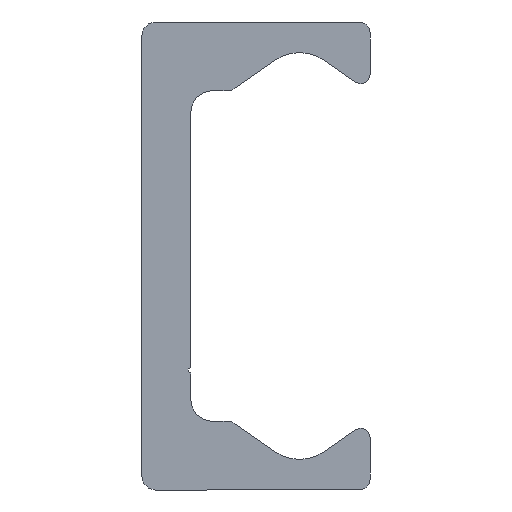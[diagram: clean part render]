
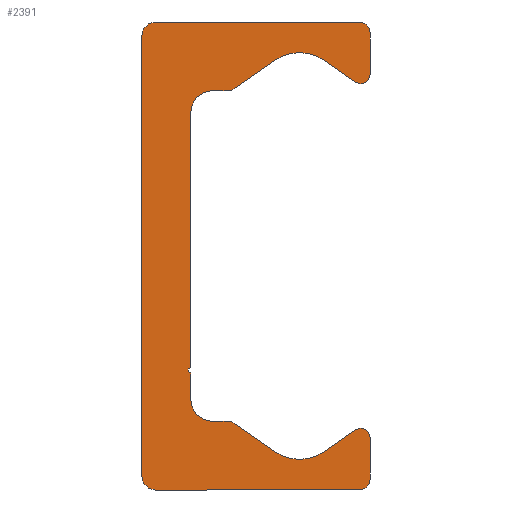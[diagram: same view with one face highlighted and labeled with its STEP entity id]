
A CAD part, left-side view. The second image highlights one B-rep face of the part: STEP entity #2391.
In plain terms, the highlighted planar face has unit normal (-1, 0, 0).
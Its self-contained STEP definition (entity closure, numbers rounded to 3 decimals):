
#1380=CARTESIAN_POINT('',(0.0,9.25,-21.5));
#1381=VERTEX_POINT('',#1380);
#1388=CARTESIAN_POINT('',(0.0,10.5,-20.25));
#1389=VERTEX_POINT('',#1388);
#1390=CARTESIAN_POINT('',(0.0,9.25,-20.25));
#1391=DIRECTION('',(1.0,0.0,0.0));
#1392=DIRECTION('',(0.0,0.0,-1.0));
#1393=AXIS2_PLACEMENT_3D('',#1390,#1391,#1392);
#1394=CIRCLE('',#1393,1.25);
#1395=EDGE_CURVE('',#1381,#1389,#1394,.T.);
#1419=CARTESIAN_POINT('',(0.0,-9.5,-21.5));
#1420=VERTEX_POINT('',#1419);
#1427=CARTESIAN_POINT('',(0.0,-9.5,-21.5));
#1428=DIRECTION('',(0.0,1.0,0.0));
#1429=VECTOR('',#1428,18.75);
#1430=LINE('',#1427,#1429);
#1431=EDGE_CURVE('',#1420,#1381,#1430,.T.);
#1451=CARTESIAN_POINT('',(0.0,-10.5,-20.5));
#1452=VERTEX_POINT('',#1451);
#1459=CARTESIAN_POINT('',(0.0,-9.5,-20.5));
#1460=DIRECTION('',(1.0,0.0,0.0));
#1461=DIRECTION('',(0.0,-1.0,0.0));
#1462=AXIS2_PLACEMENT_3D('',#1459,#1460,#1461);
#1463=CIRCLE('',#1462,1.0);
#1464=EDGE_CURVE('',#1452,#1420,#1463,.T.);
#1483=CARTESIAN_POINT('',(0.0,-10.5,-16.65));
#1484=VERTEX_POINT('',#1483);
#1491=CARTESIAN_POINT('',(0.0,-10.5,-16.65));
#1492=DIRECTION('',(0.0,0.0,-1.0));
#1493=VECTOR('',#1492,3.85);
#1494=LINE('',#1491,#1493);
#1495=EDGE_CURVE('',#1484,#1452,#1494,.T.);
#1515=CARTESIAN_POINT('',(0.0,-9.162,-15.954));
#1516=VERTEX_POINT('',#1515);
#1523=CARTESIAN_POINT('',(0.0,-9.65,-16.65));
#1524=DIRECTION('',(1.0,0.0,0.0));
#1525=DIRECTION('',(0.0,0.574,0.819));
#1526=AXIS2_PLACEMENT_3D('',#1523,#1524,#1525);
#1527=CIRCLE('',#1526,0.85);
#1528=EDGE_CURVE('',#1516,#1484,#1527,.T.);
#1547=CARTESIAN_POINT('',(0.0,-6.294,-17.962));
#1548=VERTEX_POINT('',#1547);
#1555=CARTESIAN_POINT('',(0.0,-6.294,-17.962));
#1556=DIRECTION('',(0.0,-0.819,0.574));
#1557=VECTOR('',#1556,3.501);
#1558=LINE('',#1555,#1557);
#1559=EDGE_CURVE('',#1548,#1516,#1558,.T.);
#1579=CARTESIAN_POINT('',(0.0,-1.706,-17.962));
#1580=VERTEX_POINT('',#1579);
#1587=CARTESIAN_POINT('',(0.0,-4.,-14.685));
#1588=DIRECTION('',(-1.0,0.0,0.0));
#1589=DIRECTION('',(0.0,0.574,0.819));
#1590=AXIS2_PLACEMENT_3D('',#1587,#1588,#1589);
#1591=CIRCLE('',#1590,4.0);
#1592=EDGE_CURVE('',#1580,#1548,#1591,.T.);
#1611=CARTESIAN_POINT('',(0.0,1.981,-15.381));
#1612=VERTEX_POINT('',#1611);
#1619=CARTESIAN_POINT('',(0.0,1.981,-15.381));
#1620=DIRECTION('',(0.0,-0.819,-0.574));
#1621=VECTOR('',#1620,4.5);
#1622=LINE('',#1619,#1621);
#1623=EDGE_CURVE('',#1612,#1580,#1622,.T.);
#1643=CARTESIAN_POINT('',(0.0,2.554,-15.2));
#1644=VERTEX_POINT('',#1643);
#1651=CARTESIAN_POINT('',(0.0,2.554,-16.2));
#1652=DIRECTION('',(1.0,0.0,0.0));
#1653=DIRECTION('',(0.0,0.0,1.0));
#1654=AXIS2_PLACEMENT_3D('',#1651,#1652,#1653);
#1655=CIRCLE('',#1654,1.);
#1656=EDGE_CURVE('',#1644,#1612,#1655,.T.);
#1675=CARTESIAN_POINT('',(0.0,4.0,-15.2));
#1676=VERTEX_POINT('',#1675);
#1683=CARTESIAN_POINT('',(0.0,4.0,-15.2));
#1684=DIRECTION('',(0.0,-1.0,0.0));
#1685=VECTOR('',#1684,1.446);
#1686=LINE('',#1683,#1685);
#1687=EDGE_CURVE('',#1676,#1644,#1686,.T.);
#1707=CARTESIAN_POINT('',(0.0,6.,-13.2));
#1708=VERTEX_POINT('',#1707);
#1715=CARTESIAN_POINT('',(0.0,4.,-13.2));
#1716=DIRECTION('',(-1.0,0.0,0.0));
#1717=DIRECTION('',(0.0,0.0,1.0));
#1718=AXIS2_PLACEMENT_3D('',#1715,#1716,#1717);
#1719=CIRCLE('',#1718,2.0);
#1720=EDGE_CURVE('',#1708,#1676,#1719,.T.);
#1739=CARTESIAN_POINT('',(0.0,6.,-10.75));
#1740=VERTEX_POINT('',#1739);
#1747=CARTESIAN_POINT('',(0.0,6.,-10.75));
#1748=DIRECTION('',(0.0,0.0,-1.0));
#1749=VECTOR('',#1748,2.45);
#1750=LINE('',#1747,#1749);
#1751=EDGE_CURVE('',#1740,#1708,#1750,.T.);
#1771=CARTESIAN_POINT('',(0.0,6.,-10.25));
#1772=VERTEX_POINT('',#1771);
#1779=CARTESIAN_POINT('',(0.0,6.,-10.5));
#1780=DIRECTION('',(-1.0,0.0,0.0));
#1781=DIRECTION('',(0.0,0.0,1.0));
#1782=AXIS2_PLACEMENT_3D('',#1779,#1780,#1781);
#1783=CIRCLE('',#1782,0.25);
#1784=EDGE_CURVE('',#1772,#1740,#1783,.T.);
#1803=CARTESIAN_POINT('',(0.0,6.,13.2));
#1804=VERTEX_POINT('',#1803);
#1811=CARTESIAN_POINT('',(0.0,6.,13.2));
#1812=DIRECTION('',(0.0,0.0,-1.0));
#1813=VECTOR('',#1812,23.45);
#1814=LINE('',#1811,#1813);
#1815=EDGE_CURVE('',#1804,#1772,#1814,.T.);
#1916=CARTESIAN_POINT('',(0.0,4.0,15.2));
#1917=VERTEX_POINT('',#1916);
#1924=CARTESIAN_POINT('',(0.0,4.,13.2));
#1925=DIRECTION('',(-1.0,0.0,0.0));
#1926=DIRECTION('',(0.0,-1.0,0.0));
#1927=AXIS2_PLACEMENT_3D('',#1924,#1925,#1926);
#1928=CIRCLE('',#1927,2.0);
#1929=EDGE_CURVE('',#1917,#1804,#1928,.T.);
#1948=CARTESIAN_POINT('',(0.0,2.554,15.2));
#1949=VERTEX_POINT('',#1948);
#1956=CARTESIAN_POINT('',(0.0,2.554,15.2));
#1957=DIRECTION('',(0.0,1.0,0.0));
#1958=VECTOR('',#1957,1.446);
#1959=LINE('',#1956,#1958);
#1960=EDGE_CURVE('',#1949,#1917,#1959,.T.);
#1980=CARTESIAN_POINT('',(0.0,1.981,15.381));
#1981=VERTEX_POINT('',#1980);
#1988=CARTESIAN_POINT('',(0.0,2.554,16.2));
#1989=DIRECTION('',(1.0,0.0,0.0));
#1990=DIRECTION('',(0.0,-0.574,-0.819));
#1991=AXIS2_PLACEMENT_3D('',#1988,#1989,#1990);
#1992=CIRCLE('',#1991,1.);
#1993=EDGE_CURVE('',#1981,#1949,#1992,.T.);
#2012=CARTESIAN_POINT('',(0.0,-1.706,17.962));
#2013=VERTEX_POINT('',#2012);
#2020=CARTESIAN_POINT('',(0.0,-1.706,17.962));
#2021=DIRECTION('',(0.0,0.819,-0.574));
#2022=VECTOR('',#2021,4.5);
#2023=LINE('',#2020,#2022);
#2024=EDGE_CURVE('',#2013,#1981,#2023,.T.);
#2044=CARTESIAN_POINT('',(0.0,-6.294,17.962));
#2045=VERTEX_POINT('',#2044);
#2052=CARTESIAN_POINT('',(0.0,-4.,14.685));
#2053=DIRECTION('',(-1.0,0.0,0.0));
#2054=DIRECTION('',(0.0,-0.574,-0.819));
#2055=AXIS2_PLACEMENT_3D('',#2052,#2053,#2054);
#2056=CIRCLE('',#2055,4.0);
#2057=EDGE_CURVE('',#2045,#2013,#2056,.T.);
#2076=CARTESIAN_POINT('',(0.0,-9.162,15.954));
#2077=VERTEX_POINT('',#2076);
#2084=CARTESIAN_POINT('',(0.0,-9.162,15.954));
#2085=DIRECTION('',(0.0,0.819,0.574));
#2086=VECTOR('',#2085,3.501);
#2087=LINE('',#2084,#2086);
#2088=EDGE_CURVE('',#2077,#2045,#2087,.T.);
#2108=CARTESIAN_POINT('',(0.0,-10.5,16.65));
#2109=VERTEX_POINT('',#2108);
#2116=CARTESIAN_POINT('',(0.0,-9.65,16.65));
#2117=DIRECTION('',(1.0,0.0,0.0));
#2118=DIRECTION('',(0.0,-1.0,0.0));
#2119=AXIS2_PLACEMENT_3D('',#2116,#2117,#2118);
#2120=CIRCLE('',#2119,0.85);
#2121=EDGE_CURVE('',#2109,#2077,#2120,.T.);
#2140=CARTESIAN_POINT('',(0.0,-10.5,20.5));
#2141=VERTEX_POINT('',#2140);
#2148=CARTESIAN_POINT('',(0.0,-10.5,20.5));
#2149=DIRECTION('',(0.0,0.0,-1.0));
#2150=VECTOR('',#2149,3.85);
#2151=LINE('',#2148,#2150);
#2152=EDGE_CURVE('',#2141,#2109,#2151,.T.);
#2172=CARTESIAN_POINT('',(0.0,-9.5,21.5));
#2173=VERTEX_POINT('',#2172);
#2180=CARTESIAN_POINT('',(0.0,-9.5,20.5));
#2181=DIRECTION('',(1.0,0.0,0.0));
#2182=DIRECTION('',(0.0,0.0,1.0));
#2183=AXIS2_PLACEMENT_3D('',#2180,#2181,#2182);
#2184=CIRCLE('',#2183,1.0);
#2185=EDGE_CURVE('',#2173,#2141,#2184,.T.);
#2204=CARTESIAN_POINT('',(0.0,9.25,21.5));
#2205=VERTEX_POINT('',#2204);
#2212=CARTESIAN_POINT('',(0.0,9.25,21.5));
#2213=DIRECTION('',(0.0,-1.0,0.0));
#2214=VECTOR('',#2213,18.75);
#2215=LINE('',#2212,#2214);
#2216=EDGE_CURVE('',#2205,#2173,#2215,.T.);
#2236=CARTESIAN_POINT('',(0.0,10.5,20.25));
#2237=VERTEX_POINT('',#2236);
#2244=CARTESIAN_POINT('',(0.0,9.25,20.25));
#2245=DIRECTION('',(1.0,0.0,0.0));
#2246=DIRECTION('',(0.0,1.0,0.0));
#2247=AXIS2_PLACEMENT_3D('',#2244,#2245,#2246);
#2248=CIRCLE('',#2247,1.25);
#2249=EDGE_CURVE('',#2237,#2205,#2248,.T.);
#2267=CARTESIAN_POINT('',(0.0,10.5,-20.25));
#2268=DIRECTION('',(0.0,0.0,1.0));
#2269=VECTOR('',#2268,40.5);
#2270=LINE('',#2267,#2269);
#2271=EDGE_CURVE('',#1389,#2237,#2270,.T.);
#2358=CARTESIAN_POINT('',(0.0,2.66,-0.019));
#2359=DIRECTION('',(1.0,0.0,0.0));
#2360=DIRECTION('',(0.0,0.0,-1.0));
#2361=AXIS2_PLACEMENT_3D('',#2358,#2359,#2360);
#2362=PLANE('',#2361);
#2363=ORIENTED_EDGE('',*,*,#2271,.F.);
#2364=ORIENTED_EDGE('',*,*,#1395,.F.);
#2365=ORIENTED_EDGE('',*,*,#1431,.F.);
#2366=ORIENTED_EDGE('',*,*,#1464,.F.);
#2367=ORIENTED_EDGE('',*,*,#1495,.F.);
#2368=ORIENTED_EDGE('',*,*,#1528,.F.);
#2369=ORIENTED_EDGE('',*,*,#1559,.F.);
#2370=ORIENTED_EDGE('',*,*,#1592,.F.);
#2371=ORIENTED_EDGE('',*,*,#1623,.F.);
#2372=ORIENTED_EDGE('',*,*,#1656,.F.);
#2373=ORIENTED_EDGE('',*,*,#1687,.F.);
#2374=ORIENTED_EDGE('',*,*,#1720,.F.);
#2375=ORIENTED_EDGE('',*,*,#1751,.F.);
#2376=ORIENTED_EDGE('',*,*,#1784,.F.);
#2377=ORIENTED_EDGE('',*,*,#1815,.F.);
#2378=ORIENTED_EDGE('',*,*,#1929,.F.);
#2379=ORIENTED_EDGE('',*,*,#1960,.F.);
#2380=ORIENTED_EDGE('',*,*,#1993,.F.);
#2381=ORIENTED_EDGE('',*,*,#2024,.F.);
#2382=ORIENTED_EDGE('',*,*,#2057,.F.);
#2383=ORIENTED_EDGE('',*,*,#2088,.F.);
#2384=ORIENTED_EDGE('',*,*,#2121,.F.);
#2385=ORIENTED_EDGE('',*,*,#2152,.F.);
#2386=ORIENTED_EDGE('',*,*,#2185,.F.);
#2387=ORIENTED_EDGE('',*,*,#2216,.F.);
#2388=ORIENTED_EDGE('',*,*,#2249,.F.);
#2389=EDGE_LOOP('',(#2363,#2364,#2365,#2366,#2367,#2368,#2369,#2370,#2371,#2372,#2373,#2374,#2375,#2376,#2377,#2378,#2379,#2380,#2381,#2382,#2383,#2384,#2385,#2386,#2387,#2388));
#2390=FACE_OUTER_BOUND('',#2389,.T.);
#2391=ADVANCED_FACE('',(#2390),#2362,.F.);
